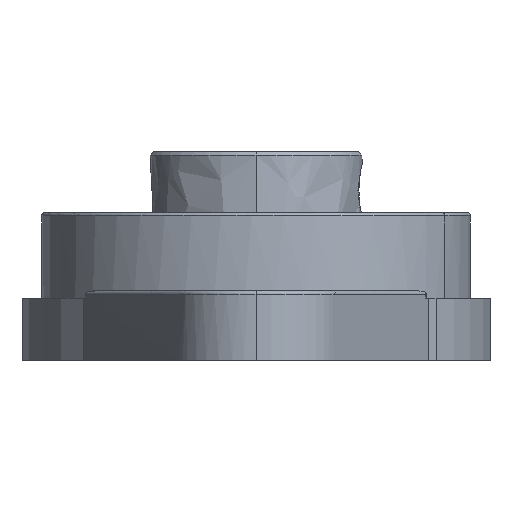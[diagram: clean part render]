
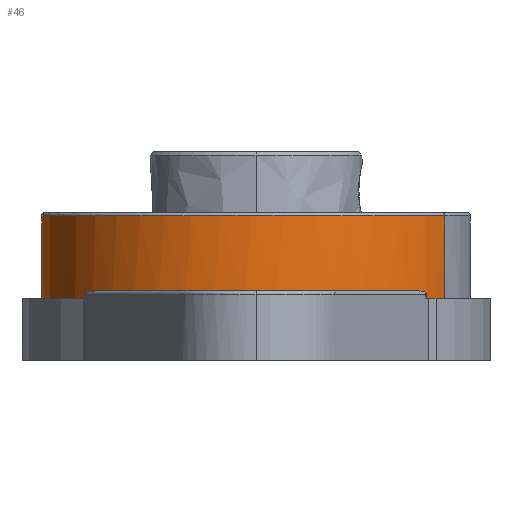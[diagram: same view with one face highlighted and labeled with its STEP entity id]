
A CAD part, left-side view. The second image highlights one B-rep face of the part: STEP entity #46.
In plain terms, the highlighted free-form (B-spline) face has degree [2, 1] with [5, 2] control points.
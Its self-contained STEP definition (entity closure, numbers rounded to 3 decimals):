
#46=ADVANCED_FACE('',(#131),#1069,.T.);
#131=FACE_OUTER_BOUND('',#210,.T.);
#210=EDGE_LOOP('',(#394,#395,#396,#397));
#394=ORIENTED_EDGE('',*,*,#721,.T.);
#395=ORIENTED_EDGE('',*,*,#722,.T.);
#396=ORIENTED_EDGE('',*,*,#666,.F.);
#397=ORIENTED_EDGE('',*,*,#683,.T.);
#666=EDGE_CURVE('',#979,#962,#843,.T.);
#683=EDGE_CURVE('',#979,#1003,#858,.T.);
#721=EDGE_CURVE('',#1003,#1004,#886,.T.);
#722=EDGE_CURVE('',#1004,#962,#887,.T.);
#843=(
BOUNDED_CURVE()
B_SPLINE_CURVE(1,(#2288,#2289),.UNSPECIFIED.,.F.,.F.)
B_SPLINE_CURVE_WITH_KNOTS((2,2),(0.2,4.922),
 .UNSPECIFIED.)
CURVE()
GEOMETRIC_REPRESENTATION_ITEM()
RATIONAL_B_SPLINE_CURVE((1.,1.))
REPRESENTATION_ITEM('')
);
#858=(
BOUNDED_CURVE()
B_SPLINE_CURVE(2,(#2376,#2377,#2378,#2379,#2380),.UNSPECIFIED.,.F.,.F.)
B_SPLINE_CURVE_WITH_KNOTS((3,2,3),(0.,19.056,38.113),
 .UNSPECIFIED.)
CURVE()
GEOMETRIC_REPRESENTATION_ITEM()
RATIONAL_B_SPLINE_CURVE((1.,0.707,1.,0.707,1.))
REPRESENTATION_ITEM('')
);
#886=(
BOUNDED_CURVE()
B_SPLINE_CURVE(1,(#2651,#2652),.UNSPECIFIED.,.F.,.F.)
B_SPLINE_CURVE_WITH_KNOTS((2,2),(0.2,4.922),.UNSPECIFIED.)
CURVE()
GEOMETRIC_REPRESENTATION_ITEM()
RATIONAL_B_SPLINE_CURVE((1.,1.))
REPRESENTATION_ITEM('')
);
#887=(
BOUNDED_CURVE()
B_SPLINE_CURVE(2,(#2653,#2654,#2655,#2656,#2657,#2658,#2659),
 .UNSPECIFIED.,.F.,.F.)
B_SPLINE_CURVE_WITH_KNOTS((3,2,2,3),(126.224,142.936,
162.307,164.966),.UNSPECIFIED.)
CURVE()
GEOMETRIC_REPRESENTATION_ITEM()
RATIONAL_B_SPLINE_CURVE((1.,0.775,1.,0.707,1.,0.995,
1.))
REPRESENTATION_ITEM('')
);
#962=VERTEX_POINT('',#2091);
#979=VERTEX_POINT('',#2108);
#1003=VERTEX_POINT('',#2132);
#1004=VERTEX_POINT('',#2133);
#1069=(
BOUNDED_SURFACE()
B_SPLINE_SURFACE(2,1,((#1865,#1866),(#1867,#1868),(#1869,#1870),(#1871,
#1872),(#1873,#1874)),.UNSPECIFIED.,.F.,.F.,.F.)
B_SPLINE_SURFACE_WITH_KNOTS((3,2,3),(2,2),(0.,19.371,38.742),
(0.,8.5),.UNSPECIFIED.)
GEOMETRIC_REPRESENTATION_ITEM()
RATIONAL_B_SPLINE_SURFACE(((1.,1.),(0.707,0.707),
(1.,1.),(0.707,0.707),(1.,1.)))
REPRESENTATION_ITEM('')
SURFACE()
);
#1865=CARTESIAN_POINT('',(-5.868,-10.846,8.5));
#1866=CARTESIAN_POINT('',(-5.868,-10.846,0.));
#1867=CARTESIAN_POINT('',(-16.714,-4.978,8.5));
#1868=CARTESIAN_POINT('',(-16.714,-4.978,0.));
#1869=CARTESIAN_POINT('',(-10.846,5.868,8.5));
#1870=CARTESIAN_POINT('',(-10.846,5.868,0.));
#1871=CARTESIAN_POINT('',(-4.978,16.714,8.5));
#1872=CARTESIAN_POINT('',(-4.978,16.714,0.));
#1873=CARTESIAN_POINT('',(5.868,10.846,8.5));
#1874=CARTESIAN_POINT('',(5.868,10.846,0.));
#2091=CARTESIAN_POINT('',(-5.868,-10.846,3.578));
#2108=CARTESIAN_POINT('',(-5.868,-10.846,8.3));
#2132=CARTESIAN_POINT('',(5.868,10.846,8.3));
#2133=CARTESIAN_POINT('',(5.868,10.846,3.578));
#2288=CARTESIAN_POINT('',(-5.868,-10.846,8.3));
#2289=CARTESIAN_POINT('',(-5.868,-10.846,3.578));
#2376=CARTESIAN_POINT('',(-5.868,-10.846,8.3));
#2377=CARTESIAN_POINT('',(-16.714,-4.978,8.3));
#2378=CARTESIAN_POINT('',(-10.846,5.868,8.3));
#2379=CARTESIAN_POINT('',(-4.978,16.714,8.3));
#2380=CARTESIAN_POINT('',(5.868,10.846,8.3));
#2651=CARTESIAN_POINT('',(5.868,10.846,8.3));
#2652=CARTESIAN_POINT('',(5.868,10.846,3.578));
#2653=CARTESIAN_POINT('',(5.868,10.846,3.578));
#2654=CARTESIAN_POINT('',(-2.986,15.636,3.578));
#2655=CARTESIAN_POINT('',(-9.452,7.921,3.578));
#2656=CARTESIAN_POINT('',(-17.373,-1.531,3.578));
#2657=CARTESIAN_POINT('',(-7.921,-9.452,3.578));
#2658=CARTESIAN_POINT('',(-6.965,-10.253,3.578));
#2659=CARTESIAN_POINT('',(-5.868,-10.846,3.578));
